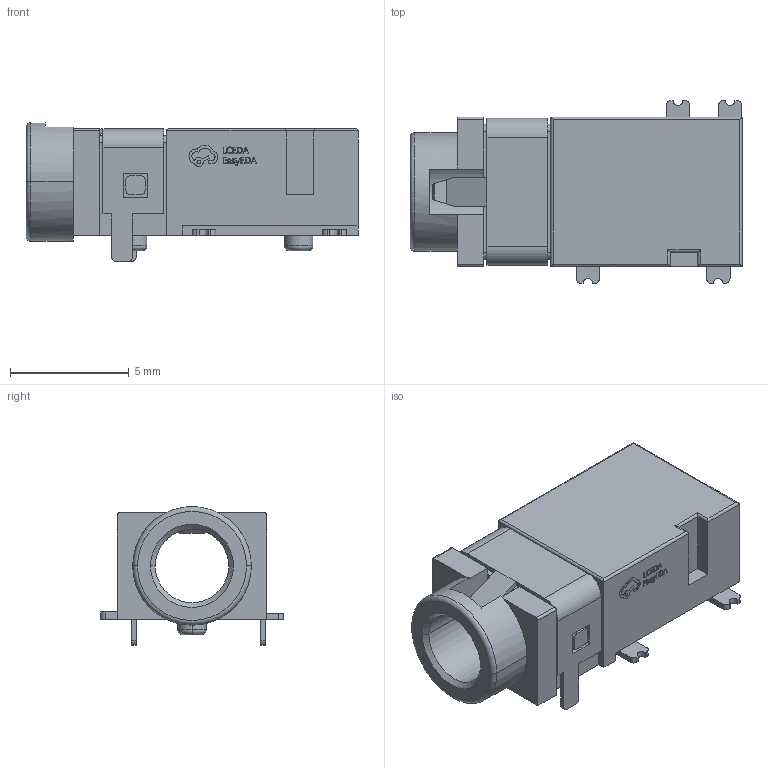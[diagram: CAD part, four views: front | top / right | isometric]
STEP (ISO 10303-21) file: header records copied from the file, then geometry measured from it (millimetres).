
FILE_DESCRIPTION (( 'STEP AP214' ), '1' );
FILE_NAME ('AUDIO-SMD_PJ-332A-6A.step', '2022-06-16T10:25:34', ( '' ), ( '' ), 'SwSTEP 2.0', 'SolidWorks 2020', '' );
FILE_SCHEMA (( 'AUTOMOTIVE_DESIGN' ));
Length unit declared in the file: millimetre
Products named in the file (1): AUDIO-SMD_PJ-332A-6A
Bounding box: 14 x 7.7 x 5.85 mm (x, y, z)
Volume: 262.2 mm3; surface area: 566.8 mm2
Topology: 1 solids, 1 shells, 402 faces, 1089 edges, 712 vertices
Faces by surface type: plane 246, bspline 98, cylinder 50, torus 6, cone 2
Entity records: 17515 total; most frequent: CARTESIAN_POINT 3534, ORIENTED_EDGE 2178, DIRECTION 1601, EDGE_CURVE 1089, VECTOR 771, LINE 771, VERTEX_POINT 712, EDGE_LOOP 435
